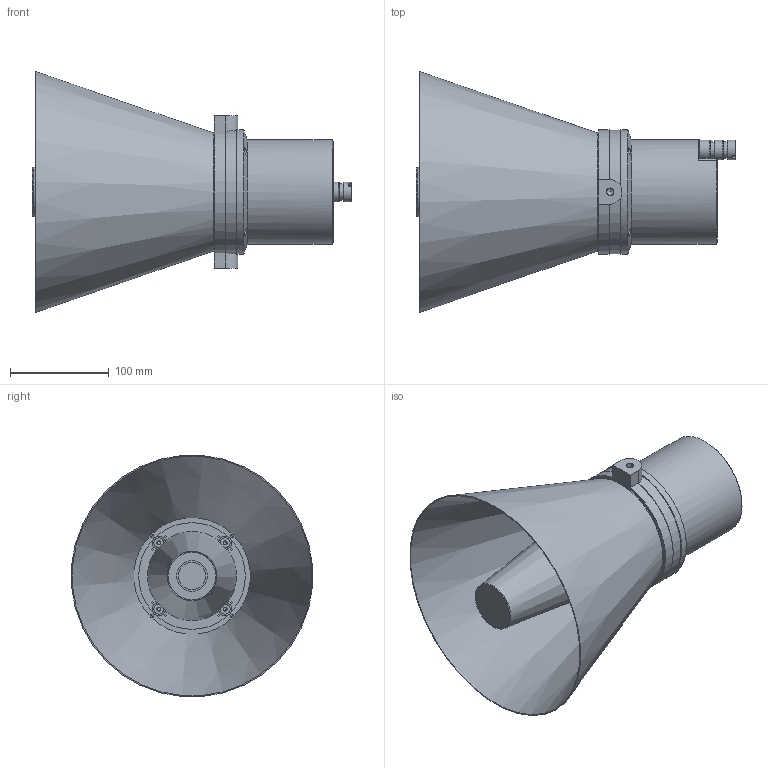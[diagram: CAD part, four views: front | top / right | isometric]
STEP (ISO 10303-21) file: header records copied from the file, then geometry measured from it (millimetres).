
FILE_DESCRIPTION(('STEP AP214'), '1');
FILE_NAME('4-15 Âò', '', ('UNSPECIFIED'), ('UNSPECIFIED'), 'ASCON STEP Converter 1.6', 'ASCON Math Kernel', '');
FILE_SCHEMA(('AUTOMOTIVE_DESIGN { 1 0 10303 214 3 1 1}'));
Length unit declared in the file: millimetre
Bounding box: 324 x 244.07 x 244.07 mm (x, y, z)
Volume: 404791.6 mm3; surface area: 468663.4 mm2
Topology: 3 solids, 3 shells, 304 faces, 878 edges, 585 vertices
Faces by surface type: plane 151, cylinder 101, cone 45, torus 7
Full cylindrical faces by diameter (mm): 2 x4, 3.242 x8, 3.459 x4, 4 x8, 4.5 x4, 6.917 x2, 7.5 x1, 8 x10, 10 x4, 12 x1, 14 x1, 15 x1, 17 x2, 20 x2, 45 x2, 50 x1, 76 x1, 80 x1, 100.02 x1, 105 x1, 106.02 x1, 108 x1, 120 x1, 125 x1, 126.02 x1
Entity records: 13684 total; most frequent: CARTESIAN_POINT 3242, DIRECTION 1740, ORIENTED_EDGE 1542, EDGE_CURVE 771, AXIS2_PLACEMENT_3D 733, VERTEX_POINT 578, EDGE_LOOP 465, CIRCLE 428
